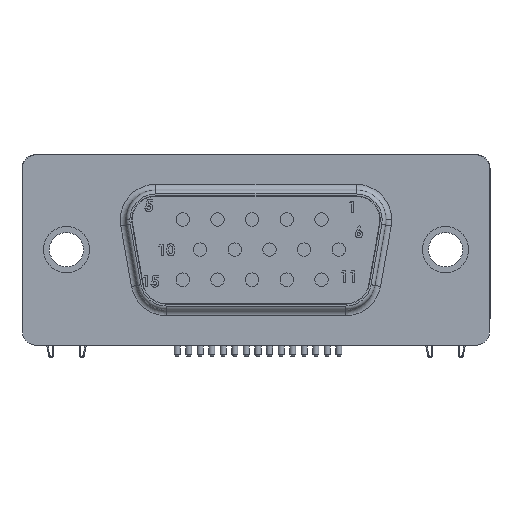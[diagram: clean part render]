
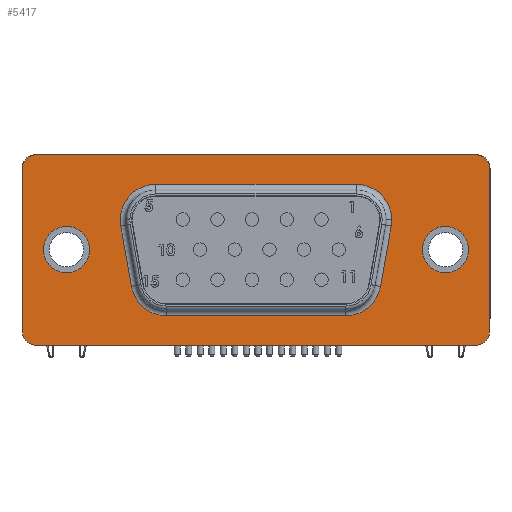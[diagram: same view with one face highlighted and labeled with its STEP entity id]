
A CAD part, front view. The second image highlights one B-rep face of the part: STEP entity #5417.
In plain terms, the highlighted planar face has unit normal (0, -1, 0).
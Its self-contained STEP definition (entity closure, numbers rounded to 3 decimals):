
#2510 = VERTEX_POINT('',#2511);
#2511 = CARTESIAN_POINT('',(6.485,-3.005,
    8.867));
#2520 = EDGE_CURVE('',#2510,#2521,#2523,.T.);
#2521 = VERTEX_POINT('',#2522);
#2522 = CARTESIAN_POINT('',(8.822,-3.005,
    6.53));
#2523 = CIRCLE('',#2524,2.337);
#2524 = AXIS2_PLACEMENT_3D('',#2525,#2526,#2527);
#2525 = CARTESIAN_POINT('',(6.485,-3.005,
    6.53));
#2526 = DIRECTION('',(0.,1.,0.));
#2527 = DIRECTION('',(1.,0.,0.));
#2674 = VERTEX_POINT('',#2675);
#2675 = CARTESIAN_POINT('',(13.891,-3.005,4.561));
#2681 = EDGE_CURVE('',#2682,#2674,#2684,.T.);
#2682 = VERTEX_POINT('',#2683);
#2683 = CARTESIAN_POINT('',(10.843,-3.005,4.561));
#2684 = CIRCLE('',#2685,1.524);
#2685 = AXIS2_PLACEMENT_3D('',#2686,#2687,#2688);
#2686 = CARTESIAN_POINT('',(12.367,-3.005,4.561));
#2687 = DIRECTION('',(0.,-1.,0.));
#2688 = DIRECTION('',(1.,0.,0.));
#2716 = VERTEX_POINT('',#2717);
#2717 = CARTESIAN_POINT('',(-11.103,-3.005,4.561));
#2723 = EDGE_CURVE('',#2724,#2716,#2726,.T.);
#2724 = VERTEX_POINT('',#2725);
#2725 = CARTESIAN_POINT('',(-14.151,-3.005,4.561));
#2726 = CIRCLE('',#2727,1.524);
#2727 = AXIS2_PLACEMENT_3D('',#2728,#2729,#2730);
#2728 = CARTESIAN_POINT('',(-12.627,-3.005,4.561));
#2729 = DIRECTION('',(0.,-1.,0.));
#2730 = DIRECTION('',(1.,0.,0.));
#5417 = ADVANCED_FACE('',(#5418,#5487,#5497,#5507),#5577,.T.);
#5418 = FACE_BOUND('',#5419,.T.);
#5419 = EDGE_LOOP('',(#5420,#5421,#5430,#5438,#5447,#5455,#5464,#5472,
    #5481));
#5420 = ORIENTED_EDGE('',*,*,#2520,.T.);
#5421 = ORIENTED_EDGE('',*,*,#5422,.T.);
#5422 = EDGE_CURVE('',#2521,#5423,#5425,.T.);
#5423 = VERTEX_POINT('',#5424);
#5424 = CARTESIAN_POINT('',(8.787,-3.005,
    6.124));
#5425 = CIRCLE('',#5426,2.337);
#5426 = AXIS2_PLACEMENT_3D('',#5427,#5428,#5429);
#5427 = CARTESIAN_POINT('',(6.485,-3.005,
    6.53));
#5428 = DIRECTION('',(0.,1.,0.));
#5429 = DIRECTION('',(1.,0.,0.));
#5430 = ORIENTED_EDGE('',*,*,#5431,.T.);
#5431 = EDGE_CURVE('',#5423,#5432,#5434,.T.);
#5432 = VERTEX_POINT('',#5433);
#5433 = CARTESIAN_POINT('',(8.083,-3.005,
    2.136));
#5434 = LINE('',#5435,#5436);
#5435 = CARTESIAN_POINT('',(6.709,-3.005,
    -5.66));
#5436 = VECTOR('',#5437,1.);
#5437 = DIRECTION('',(-0.174,0.,
    -0.985));
#5438 = ORIENTED_EDGE('',*,*,#5439,.T.);
#5439 = EDGE_CURVE('',#5432,#5440,#5442,.T.);
#5440 = VERTEX_POINT('',#5441);
#5441 = CARTESIAN_POINT('',(5.782,-3.005,
    0.205));
#5442 = CIRCLE('',#5443,2.337);
#5443 = AXIS2_PLACEMENT_3D('',#5444,#5445,#5446);
#5444 = CARTESIAN_POINT('',(5.782,-3.005,
    2.542));
#5445 = DIRECTION('',(0.,1.,0.));
#5446 = DIRECTION('',(1.,0.,0.));
#5447 = ORIENTED_EDGE('',*,*,#5448,.T.);
#5448 = EDGE_CURVE('',#5440,#5449,#5451,.T.);
#5449 = VERTEX_POINT('',#5450);
#5450 = CARTESIAN_POINT('',(-6.042,-3.005,
    0.205));
#5451 = LINE('',#5452,#5453);
#5452 = CARTESIAN_POINT('',(-15.535,-3.005,0.205));
#5453 = VECTOR('',#5454,1.);
#5454 = DIRECTION('',(-1.,0.,0.));
#5455 = ORIENTED_EDGE('',*,*,#5456,.T.);
#5456 = EDGE_CURVE('',#5449,#5457,#5459,.T.);
#5457 = VERTEX_POINT('',#5458);
#5458 = CARTESIAN_POINT('',(-8.343,-3.005,
    2.136));
#5459 = CIRCLE('',#5460,2.337);
#5460 = AXIS2_PLACEMENT_3D('',#5461,#5462,#5463);
#5461 = CARTESIAN_POINT('',(-6.042,-3.005,
    2.542));
#5462 = DIRECTION('',(0.,1.,0.));
#5463 = DIRECTION('',(1.,0.,0.));
#5464 = ORIENTED_EDGE('',*,*,#5465,.T.);
#5465 = EDGE_CURVE('',#5457,#5466,#5468,.T.);
#5466 = VERTEX_POINT('',#5467);
#5467 = CARTESIAN_POINT('',(-9.046,-3.005,
    6.124));
#5468 = LINE('',#5469,#5470);
#5469 = CARTESIAN_POINT('',(-7.898,-3.005,
    -0.391));
#5470 = VECTOR('',#5471,1.);
#5471 = DIRECTION('',(-0.174,0.,0.985)
  );
#5472 = ORIENTED_EDGE('',*,*,#5473,.T.);
#5473 = EDGE_CURVE('',#5466,#5474,#5476,.T.);
#5474 = VERTEX_POINT('',#5475);
#5475 = CARTESIAN_POINT('',(-6.745,-3.005,
    8.867));
#5476 = CIRCLE('',#5477,2.337);
#5477 = AXIS2_PLACEMENT_3D('',#5478,#5479,#5480);
#5478 = CARTESIAN_POINT('',(-6.745,-3.005,
    6.53));
#5479 = DIRECTION('',(0.,1.,0.));
#5480 = DIRECTION('',(1.,0.,0.));
#5481 = ORIENTED_EDGE('',*,*,#5482,.T.);
#5482 = EDGE_CURVE('',#5474,#2510,#5483,.T.);
#5483 = LINE('',#5484,#5485);
#5484 = CARTESIAN_POINT('',(-15.535,-3.005,8.867));
#5485 = VECTOR('',#5486,1.);
#5486 = DIRECTION('',(1.,0.,0.));
#5487 = FACE_BOUND('',#5488,.T.);
#5488 = EDGE_LOOP('',(#5489,#5496));
#5489 = ORIENTED_EDGE('',*,*,#5490,.F.);
#5490 = EDGE_CURVE('',#2674,#2682,#5491,.T.);
#5491 = CIRCLE('',#5492,1.524);
#5492 = AXIS2_PLACEMENT_3D('',#5493,#5494,#5495);
#5493 = CARTESIAN_POINT('',(12.367,-3.005,4.561));
#5494 = DIRECTION('',(0.,-1.,0.));
#5495 = DIRECTION('',(1.,0.,0.));
#5496 = ORIENTED_EDGE('',*,*,#2681,.F.);
#5497 = FACE_BOUND('',#5498,.T.);
#5498 = EDGE_LOOP('',(#5499,#5506));
#5499 = ORIENTED_EDGE('',*,*,#5500,.F.);
#5500 = EDGE_CURVE('',#2716,#2724,#5501,.T.);
#5501 = CIRCLE('',#5502,1.524);
#5502 = AXIS2_PLACEMENT_3D('',#5503,#5504,#5505);
#5503 = CARTESIAN_POINT('',(-12.627,-3.005,4.561));
#5504 = DIRECTION('',(0.,-1.,0.));
#5505 = DIRECTION('',(1.,0.,0.));
#5506 = ORIENTED_EDGE('',*,*,#2723,.F.);
#5507 = FACE_BOUND('',#5508,.T.);
#5508 = EDGE_LOOP('',(#5509,#5519,#5528,#5536,#5545,#5553,#5562,#5570));
#5509 = ORIENTED_EDGE('',*,*,#5510,.T.);
#5510 = EDGE_CURVE('',#5511,#5513,#5515,.T.);
#5511 = VERTEX_POINT('',#5512);
#5512 = CARTESIAN_POINT('',(14.386,-3.005,10.81));
#5513 = VERTEX_POINT('',#5514);
#5514 = CARTESIAN_POINT('',(-14.646,-3.005,10.81));
#5515 = LINE('',#5516,#5517);
#5516 = CARTESIAN_POINT('',(-15.535,-3.005,10.81));
#5517 = VECTOR('',#5518,1.);
#5518 = DIRECTION('',(-1.,0.,-0.));
#5519 = ORIENTED_EDGE('',*,*,#5520,.T.);
#5520 = EDGE_CURVE('',#5513,#5521,#5523,.T.);
#5521 = VERTEX_POINT('',#5522);
#5522 = CARTESIAN_POINT('',(-15.535,-3.005,9.921));
#5523 = CIRCLE('',#5524,0.889);
#5524 = AXIS2_PLACEMENT_3D('',#5525,#5526,#5527);
#5525 = CARTESIAN_POINT('',(-14.646,-3.005,9.921));
#5526 = DIRECTION('',(0.,-1.,0.));
#5527 = DIRECTION('',(1.,0.,0.));
#5528 = ORIENTED_EDGE('',*,*,#5529,.T.);
#5529 = EDGE_CURVE('',#5521,#5530,#5532,.T.);
#5530 = VERTEX_POINT('',#5531);
#5531 = CARTESIAN_POINT('',(-15.535,-3.005,-0.849));
#5532 = LINE('',#5533,#5534);
#5533 = CARTESIAN_POINT('',(-15.535,-3.005,10.81));
#5534 = VECTOR('',#5535,1.);
#5535 = DIRECTION('',(0.,0.,-1.));
#5536 = ORIENTED_EDGE('',*,*,#5537,.T.);
#5537 = EDGE_CURVE('',#5530,#5538,#5540,.T.);
#5538 = VERTEX_POINT('',#5539);
#5539 = CARTESIAN_POINT('',(-14.646,-3.005,-1.738));
#5540 = CIRCLE('',#5541,0.889);
#5541 = AXIS2_PLACEMENT_3D('',#5542,#5543,#5544);
#5542 = CARTESIAN_POINT('',(-14.646,-3.005,-0.849));
#5543 = DIRECTION('',(0.,-1.,0.));
#5544 = DIRECTION('',(1.,0.,0.));
#5545 = ORIENTED_EDGE('',*,*,#5546,.T.);
#5546 = EDGE_CURVE('',#5538,#5547,#5549,.T.);
#5547 = VERTEX_POINT('',#5548);
#5548 = CARTESIAN_POINT('',(14.386,-3.005,-1.738));
#5549 = LINE('',#5550,#5551);
#5550 = CARTESIAN_POINT('',(-15.535,-3.005,-1.738));
#5551 = VECTOR('',#5552,1.);
#5552 = DIRECTION('',(1.,0.,0.));
#5553 = ORIENTED_EDGE('',*,*,#5554,.T.);
#5554 = EDGE_CURVE('',#5547,#5555,#5557,.T.);
#5555 = VERTEX_POINT('',#5556);
#5556 = CARTESIAN_POINT('',(15.275,-3.005,-0.849));
#5557 = CIRCLE('',#5558,0.889);
#5558 = AXIS2_PLACEMENT_3D('',#5559,#5560,#5561);
#5559 = CARTESIAN_POINT('',(14.386,-3.005,-0.849));
#5560 = DIRECTION('',(0.,-1.,0.));
#5561 = DIRECTION('',(1.,0.,0.));
#5562 = ORIENTED_EDGE('',*,*,#5563,.T.);
#5563 = EDGE_CURVE('',#5555,#5564,#5566,.T.);
#5564 = VERTEX_POINT('',#5565);
#5565 = CARTESIAN_POINT('',(15.275,-3.005,9.921));
#5566 = LINE('',#5567,#5568);
#5567 = CARTESIAN_POINT('',(15.275,-3.005,10.81));
#5568 = VECTOR('',#5569,1.);
#5569 = DIRECTION('',(0.,0.,1.));
#5570 = ORIENTED_EDGE('',*,*,#5571,.T.);
#5571 = EDGE_CURVE('',#5564,#5511,#5572,.T.);
#5572 = CIRCLE('',#5573,0.889);
#5573 = AXIS2_PLACEMENT_3D('',#5574,#5575,#5576);
#5574 = CARTESIAN_POINT('',(14.386,-3.005,9.921));
#5575 = DIRECTION('',(0.,-1.,0.));
#5576 = DIRECTION('',(1.,0.,0.));
#5577 = PLANE('',#5578);
#5578 = AXIS2_PLACEMENT_3D('',#5579,#5580,#5581);
#5579 = CARTESIAN_POINT('',(-15.535,-3.005,-1.738));
#5580 = DIRECTION('',(0.,-1.,0.));
#5581 = DIRECTION('',(1.,0.,0.));
